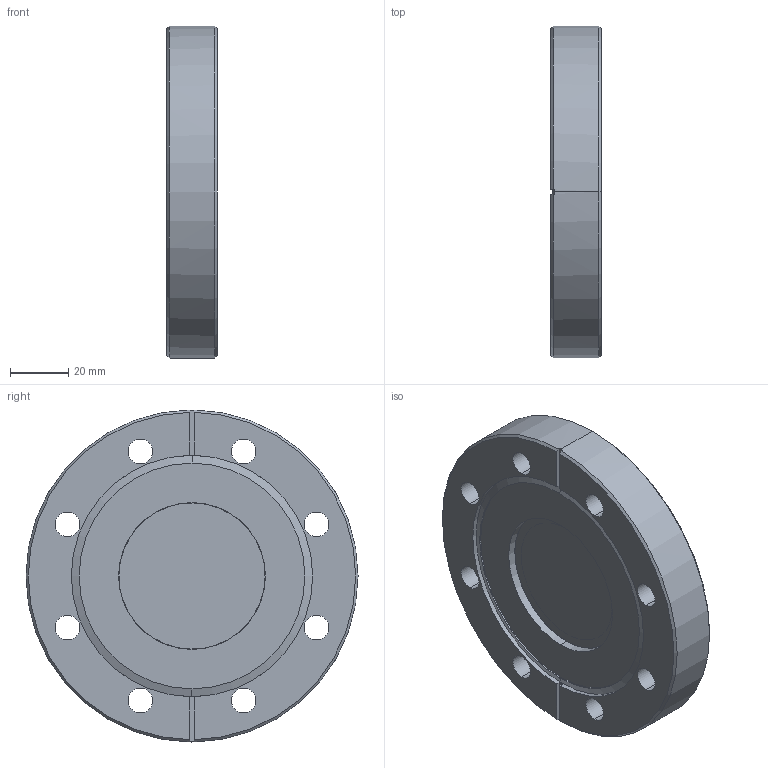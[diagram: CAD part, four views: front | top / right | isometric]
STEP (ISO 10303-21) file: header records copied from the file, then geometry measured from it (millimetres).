
FILE_DESCRIPTION (( 'STEP AP214' ), '1' );
FILE_NAME ('88202440-VWIN44SS50-CF63.STEP', '2017-09-05T15:33:28', ( '' ), ( '' ), 'SwSTEP 2.0', 'SolidWorks 2017', '' );
FILE_SCHEMA (( 'AUTOMOTIVE_DESIGN' ));
Length unit declared in the file: millimetre
Products named in the file (3): 17219150; 88202440-VWIN44SS50-CF63; 17226310  B
Assembly tree (2 placements, depth 2):
  88202440-VWIN44SS50-CF63
    17226310  B
    17219150
Bounding box: 17.27 x 113.54 x 113.54 mm (x, y, z)
Volume: 134861.6 mm3; surface area: 32681.6 mm2
Topology: 2 solids, 2 shells, 47 faces, 120 edges, 78 vertices
Faces by surface type: cylinder 28, plane 13, cone 6
Entity records: 1604 total; most frequent: DIRECTION 288, CARTESIAN_POINT 262, ORIENTED_EDGE 240, AXIS2_PLACEMENT_3D 120, EDGE_CURVE 120, VERTEX_POINT 78, CIRCLE 68, EDGE_LOOP 66
